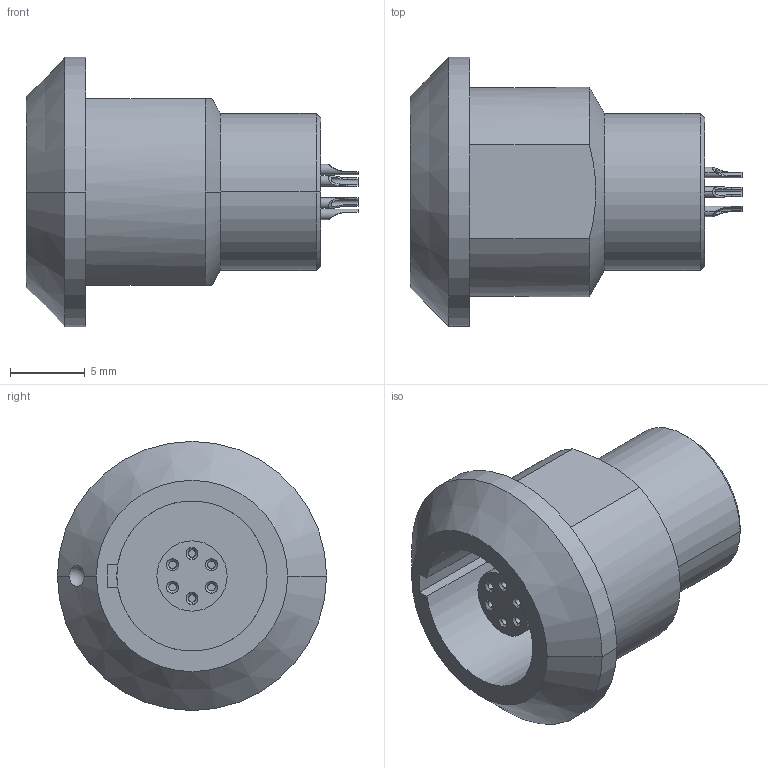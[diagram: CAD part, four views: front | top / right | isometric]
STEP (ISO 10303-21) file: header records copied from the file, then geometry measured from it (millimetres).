
FILE_DESCRIPTION((''),'2;1');
FILE_NAME('GL0K0C-P06L','2013-11-05T',('RTrager'),(''),'PRO/ENGINEER BY PARAMETRIC TECHNOLOGY CORPORATION, 2013050','PRO/ENGINEER BY PARAMETRIC TECHNOLOGY CORPORATION, 2013050','');
FILE_SCHEMA(('CONFIG_CONTROL_DESIGN'));
Length unit declared in the file: millimetre
Products named in the file (1): GL0K0C-P06L
Bounding box: 22.2 x 18 x 18 mm (x, y, z)
Volume: 1989.7 mm3; surface area: 1786.6 mm2
Topology: 1 solids, 1 shells, 121 faces, 293 edges, 188 vertices
Faces by surface type: cylinder 58, plane 33, cone 18, torus 6, bspline 5, sphere 1
Entity records: 4489 total; most frequent: CARTESIAN_POINT 1582, DIRECTION 623, ORIENTED_EDGE 582, EDGE_CURVE 291, AXIS2_PLACEMENT_3D 253, VERTEX_POINT 188, EDGE_LOOP 137, CIRCLE 137
